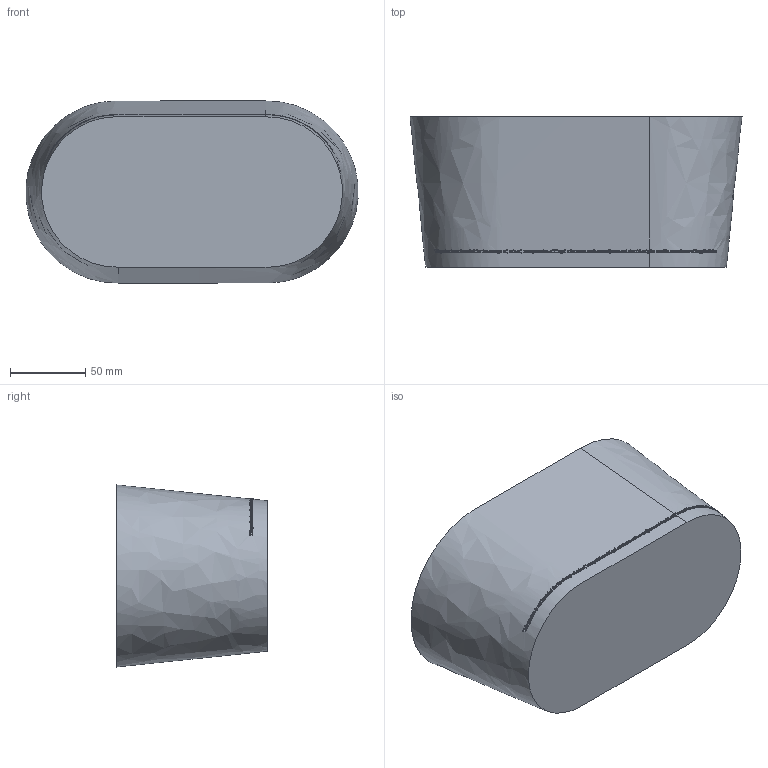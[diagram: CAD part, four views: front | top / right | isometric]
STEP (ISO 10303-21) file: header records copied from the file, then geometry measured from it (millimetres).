
FILE_DESCRIPTION (( 'STEP AP203' ), '1' );
FILE_NAME ('Cover and container_soln.STEP', '2016-09-22T13:20:34', ( '' ), ( '' ), 'SwSTEP 2.0', 'SolidWorks 2016', '' );
FILE_SCHEMA (( 'CONFIG_CONTROL_DESIGN' ));
Products named in the file (1): Cover and container_soln
Bounding box: 220.76 x 100 x 121.02 mm (x, y, z)
Volume: 213063.2 mm3; surface area: 143117.3 mm2
Topology: 1 solids, 1 shells, 3217 faces, 9009 edges, 6006 vertices
Faces by surface type: bspline 2301, plane 916
Entity records: 772794 total; most frequent: CARTESIAN_POINT 713510, ORIENTED_EDGE 18018, EDGE_CURVE 9009, B_SPLINE_CURVE_WITH_KNOTS 8447, VERTEX_POINT 6006, EDGE_LOOP 3429, ADVANCED_FACE 3217, FACE_OUTER_BOUND 3217
